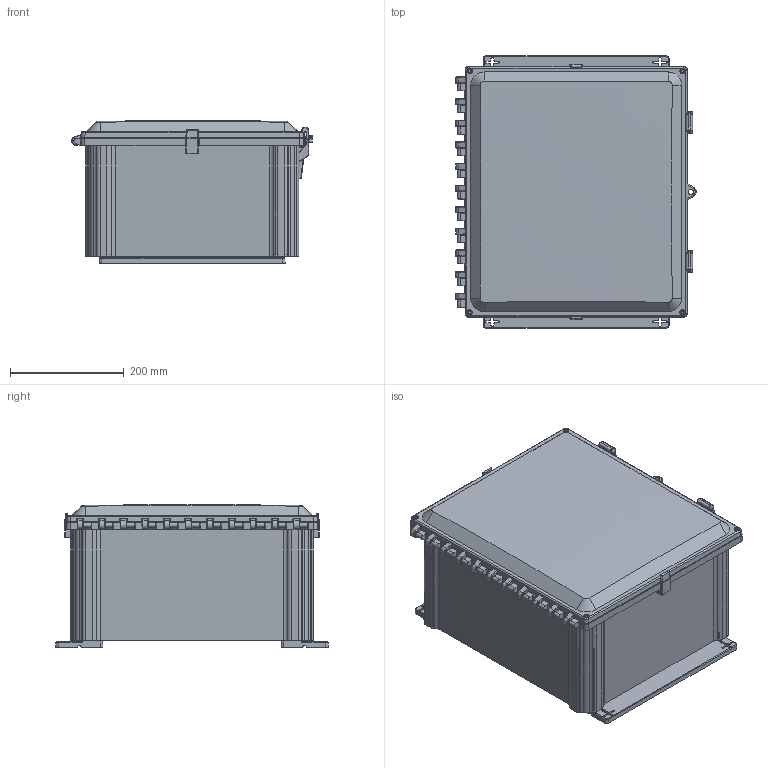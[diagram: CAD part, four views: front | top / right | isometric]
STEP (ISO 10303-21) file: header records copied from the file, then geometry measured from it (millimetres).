
FILE_DESCRIPTION (( 'STEP AP214' ), '1' );
FILE_NAME ('AHF16148C.STEP', '2024-03-06T16:16:24', ( '' ), ( '' ), 'SwSTEP 2.0', 'SolidWorks 2023', '' );
FILE_SCHEMA (( 'AUTOMOTIVE_DESIGN' ));
Length unit declared in the file: inch
Products named in the file (1): AHF16148C
Bounding box: 423.58 x 479.43 x 251.36 mm (x, y, z)
Volume: 3503104.5 mm3; surface area: 1580405.5 mm2
Topology: 6 solids, 8 shells, 1858 faces, 4755 edges, 2952 vertices
Faces by surface type: plane 657, cylinder 572, bspline 472, cone 86, torus 67, sphere 4
Full cylindrical faces by diameter (mm): 4.76 x21, 4.953 x4, 5.08 x4, 6.337 x4, 6.35 x8, 6.858 x4, 7.937 x11, 8.319 x11, 9.525 x2, 9.906 x4, 11.43 x1, 12.38 x21, 15.88 x4
Entity records: 87704 total; most frequent: CARTESIAN_POINT 48710, ORIENTED_EDGE 9180, DIRECTION 6251, EDGE_CURVE 4590, VERTEX_POINT 2913, VECTOR 2189, LINE 2189, EDGE_LOOP 2081
